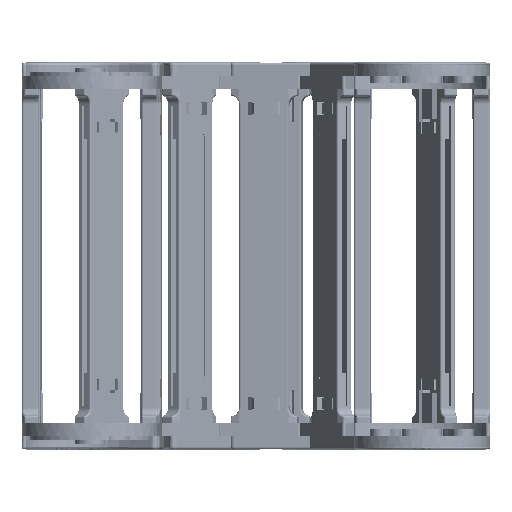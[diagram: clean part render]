
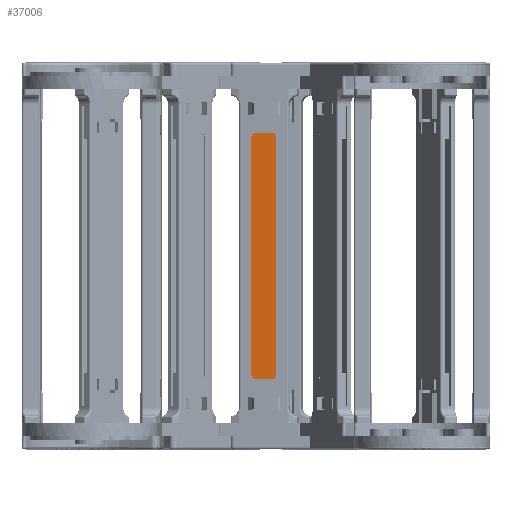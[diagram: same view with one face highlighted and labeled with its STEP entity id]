
A CAD part, left-side view. The second image highlights one B-rep face of the part: STEP entity #37006.
In plain terms, the highlighted face is planar.
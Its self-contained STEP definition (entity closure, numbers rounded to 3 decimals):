
#282 = ORIENTED_EDGE ( 'NONE', *, *, #1017, .F. ) ;
#1017 = EDGE_CURVE ( 'NONE', #23149, #9273, #28476, .T. ) ;
#1175 = LINE ( 'NONE', #18603, #3543 ) ;
#1385 = LINE ( 'NONE', #26986, #35428 ) ;
#1453 = DIRECTION ( 'NONE',  ( 0., 0., 1. ) ) ;
#2515 = EDGE_LOOP ( 'NONE', ( #32340, #12968, #16194, #282, #7778, #23814, #26247, #6874 ) ) ;
#2630 = DIRECTION ( 'NONE',  ( 0., 0., -1. ) ) ;
#3137 = VECTOR ( 'NONE', #4234, 1000. ) ;
#3543 = VECTOR ( 'NONE', #9490, 1000. ) ;
#4234 = DIRECTION ( 'NONE',  ( 1., 0., 0. ) ) ;
#4555 = DIRECTION ( 'NONE',  ( 0., 0., 1. ) ) ;
#5400 = CARTESIAN_POINT ( 'NONE',  ( -2.472, 40.607, -3.306 ) ) ;
#6874 = ORIENTED_EDGE ( 'NONE', *, *, #7892, .F. ) ;
#7286 = CARTESIAN_POINT ( 'NONE',  ( 7.588, 40.607, -0.791 ) ) ;
#7778 = ORIENTED_EDGE ( 'NONE', *, *, #37118, .F. ) ;
#7892 = EDGE_CURVE ( 'NONE', #38884, #17625, #26186, .T. ) ;
#7914 = DIRECTION ( 'NONE',  ( 0., 0., 1. ) ) ;
#9273 = VERTEX_POINT ( 'NONE', #23126 ) ;
#9475 = EDGE_CURVE ( 'NONE', #17625, #12371, #13798, .T. ) ;
#9490 = DIRECTION ( 'NONE',  ( 0., 0., 1. ) ) ;
#10492 = DIRECTION ( 'NONE',  ( 0., -1., 0. ) ) ;
#10854 = CARTESIAN_POINT ( 'NONE',  ( -2.472, 40.607, -149.379 ) ) ;
#11031 = EDGE_CURVE ( 'NONE', #24196, #38884, #1175, .T. ) ;
#11808 = DIRECTION ( 'NONE',  ( 0., -1., 0. ) ) ;
#12371 = VERTEX_POINT ( 'NONE', #24278 ) ;
#12968 = ORIENTED_EDGE ( 'NONE', *, *, #24310, .F. ) ;
#13798 = LINE ( 'NONE', #27197, #27958 ) ;
#16194 = ORIENTED_EDGE ( 'NONE', *, *, #28993, .F. ) ;
#17625 = VERTEX_POINT ( 'NONE', #7286 ) ;
#17719 = CARTESIAN_POINT ( 'NONE',  ( 7.588, 40.607, -146.864 ) ) ;
#18365 = AXIS2_PLACEMENT_3D ( 'NONE', #32215, #23484, #23617 ) ;
#18603 = CARTESIAN_POINT ( 'NONE',  ( 10.103, 40.607, -26.444 ) ) ;
#19441 = CARTESIAN_POINT ( 'NONE',  ( 7.588, 40.607, -149.379 ) ) ;
#19709 = CARTESIAN_POINT ( 'NONE',  ( -2.472, 40.607, -146.864 ) ) ;
#21277 = FACE_OUTER_BOUND ( 'NONE', #2515, .T. ) ;
#22996 = CARTESIAN_POINT ( 'NONE',  ( -4.987, 40.607, -3.306 ) ) ;
#23111 = DIRECTION ( 'NONE',  ( 0., -1., 0. ) ) ;
#23126 = CARTESIAN_POINT ( 'NONE',  ( -2.472, 40.607, -149.379 ) ) ;
#23149 = VERTEX_POINT ( 'NONE', #24242 ) ;
#23484 = DIRECTION ( 'NONE',  ( 0., -1., 0. ) ) ;
#23617 = DIRECTION ( 'NONE',  ( 0., 0., 1. ) ) ;
#23814 = ORIENTED_EDGE ( 'NONE', *, *, #29094, .F. ) ;
#24050 = AXIS2_PLACEMENT_3D ( 'NONE', #5400, #23111, #7914 ) ;
#24196 = VERTEX_POINT ( 'NONE', #37963 ) ;
#24242 = CARTESIAN_POINT ( 'NONE',  ( -4.987, 40.607, -146.864 ) ) ;
#24278 = CARTESIAN_POINT ( 'NONE',  ( -2.472, 40.607, -0.791 ) ) ;
#24310 = EDGE_CURVE ( 'NONE', #24586, #24196, #29841, .T. ) ;
#24586 = VERTEX_POINT ( 'NONE', #19441 ) ;
#25313 = PLANE ( 'NONE',  #29314 ) ;
#26186 = CIRCLE ( 'NONE', #18365, 2.515 ) ;
#26247 = ORIENTED_EDGE ( 'NONE', *, *, #9475, .F. ) ;
#26986 = CARTESIAN_POINT ( 'NONE',  ( -4.987, 40.607, -26.444 ) ) ;
#27134 = VERTEX_POINT ( 'NONE', #22996 ) ;
#27197 = CARTESIAN_POINT ( 'NONE',  ( -2.472, 40.607, -0.791 ) ) ;
#27958 = VECTOR ( 'NONE', #30356, 1000. ) ;
#28476 = CIRCLE ( 'NONE', #32835, 2.515 ) ;
#28724 = CARTESIAN_POINT ( 'NONE',  ( -2.472, 40.607, -26.444 ) ) ;
#28993 = EDGE_CURVE ( 'NONE', #9273, #24586, #33850, .T. ) ;
#29094 = EDGE_CURVE ( 'NONE', #12371, #27134, #32452, .T. ) ;
#29314 = AXIS2_PLACEMENT_3D ( 'NONE', #28724, #31504, #4555 ) ;
#29841 = CIRCLE ( 'NONE', #36702, 2.515 ) ;
#30356 = DIRECTION ( 'NONE',  ( -1., 0., 0. ) ) ;
#31504 = DIRECTION ( 'NONE',  ( 0., -1., 0. ) ) ;
#32215 = CARTESIAN_POINT ( 'NONE',  ( 7.588, 40.607, -3.306 ) ) ;
#32340 = ORIENTED_EDGE ( 'NONE', *, *, #11031, .F. ) ;
#32452 = CIRCLE ( 'NONE', #24050, 2.515 ) ;
#32678 = DIRECTION ( 'NONE',  ( 0., 0., -1. ) ) ;
#32835 = AXIS2_PLACEMENT_3D ( 'NONE', #19709, #10492, #1453 ) ;
#33751 = CARTESIAN_POINT ( 'NONE',  ( 10.103, 40.607, -3.306 ) ) ;
#33850 = LINE ( 'NONE', #10854, #3137 ) ;
#35428 = VECTOR ( 'NONE', #32678, 1000. ) ;
#36702 = AXIS2_PLACEMENT_3D ( 'NONE', #17719, #11808, #2630 ) ;
#37006 = ADVANCED_FACE ( 'NONE', ( #21277 ), #25313, .F. ) ;
#37118 = EDGE_CURVE ( 'NONE', #27134, #23149, #1385, .T. ) ;
#37963 = CARTESIAN_POINT ( 'NONE',  ( 10.103, 40.607, -146.864 ) ) ;
#38884 = VERTEX_POINT ( 'NONE', #33751 ) ;
